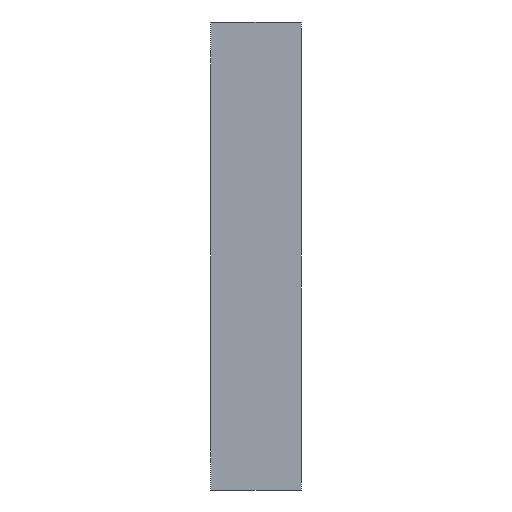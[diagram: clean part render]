
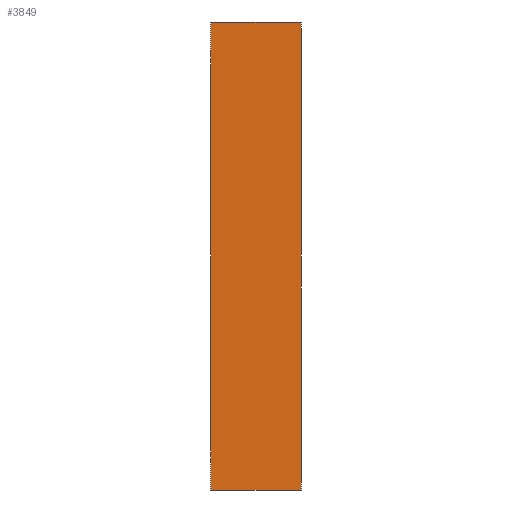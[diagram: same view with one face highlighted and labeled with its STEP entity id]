
A CAD part, front view. The second image highlights one B-rep face of the part: STEP entity #3849.
In plain terms, the highlighted planar face has unit normal (0, -1, 0).
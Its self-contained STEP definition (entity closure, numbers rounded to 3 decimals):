
#29=PLANE('',#3998);
#729=FACE_OUTER_BOUND('',#941,.T.);
#941=EDGE_LOOP('',(#3637,#3638,#3639,#3640));
#1141=LINE('',#8877,#1349);
#1145=LINE('',#8886,#1353);
#1149=LINE('',#8892,#1357);
#1150=LINE('',#8894,#1358);
#1349=VECTOR('',#4460,10.);
#1353=VECTOR('',#4466,10.);
#1357=VECTOR('',#4474,10.);
#1358=VECTOR('',#4477,10.);
#1839=VERTEX_POINT('',#8874);
#1840=VERTEX_POINT('',#8876);
#1843=VERTEX_POINT('',#8883);
#1844=VERTEX_POINT('',#8885);
#2435=EDGE_CURVE('',#1839,#1840,#1141,.T.);
#2439=EDGE_CURVE('',#1844,#1843,#1145,.T.);
#2443=EDGE_CURVE('',#1844,#1839,#1149,.T.);
#2444=EDGE_CURVE('',#1843,#1840,#1150,.T.);
#3637=ORIENTED_EDGE('',*,*,#2439,.T.);
#3638=ORIENTED_EDGE('',*,*,#2444,.T.);
#3639=ORIENTED_EDGE('',*,*,#2435,.F.);
#3640=ORIENTED_EDGE('',*,*,#2443,.F.);
#3849=ADVANCED_FACE('',(#729),#29,.T.);
#3998=AXIS2_PLACEMENT_3D('',#8893,#4475,#4476);
#4460=DIRECTION('',(0.,0.,-1.));
#4466=DIRECTION('',(0.,0.,-1.));
#4474=DIRECTION('',(1.,0.,0.));
#4475=DIRECTION('center_axis',(0.,-1.,0.));
#4476=DIRECTION('ref_axis',(0.,0.,-1.));
#4477=DIRECTION('',(1.,0.,0.));
#8874=CARTESIAN_POINT('',(77.5,-77.5,77.5));
#8876=CARTESIAN_POINT('',(77.5,-77.5,-77.5));
#8877=CARTESIAN_POINT('',(77.5,-77.5,-77.5));
#8883=CARTESIAN_POINT('',(47.5,-77.5,-77.5));
#8885=CARTESIAN_POINT('',(47.5,-77.5,77.5));
#8886=CARTESIAN_POINT('',(47.5,-77.5,77.5));
#8892=CARTESIAN_POINT('',(47.5,-77.5,77.5));
#8893=CARTESIAN_POINT('Origin',(47.5,-77.5,77.5));
#8894=CARTESIAN_POINT('',(47.5,-77.5,-77.5));
